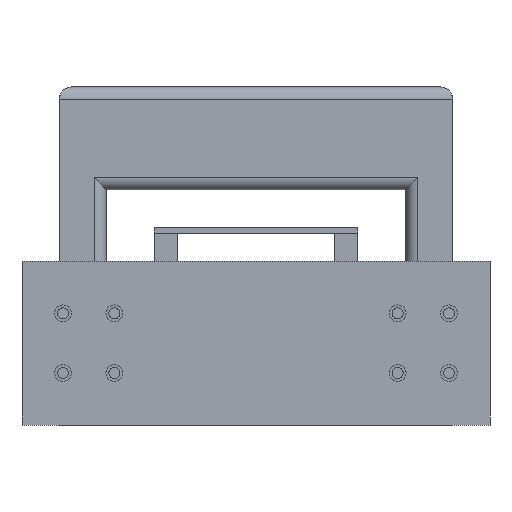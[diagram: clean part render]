
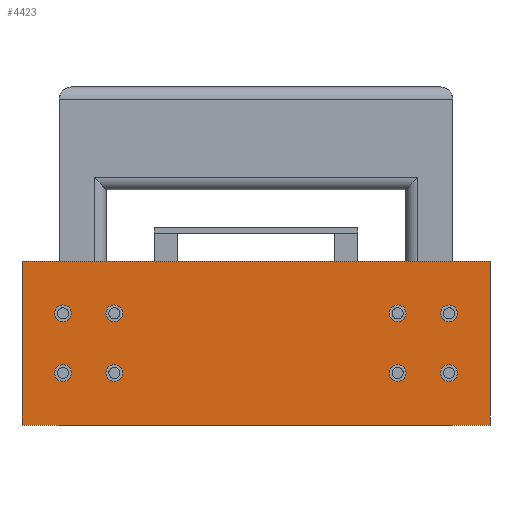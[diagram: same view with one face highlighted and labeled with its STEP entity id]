
A CAD part, front view. The second image highlights one B-rep face of the part: STEP entity #4423.
In plain terms, the highlighted planar face has unit normal (0, -1, 0).
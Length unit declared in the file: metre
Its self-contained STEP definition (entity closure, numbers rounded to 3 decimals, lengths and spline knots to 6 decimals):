
#306=LINE('',#7193,#569);
#309=LINE('',#7215,#572);
#310=LINE('',#7217,#573);
#311=LINE('',#7219,#574);
#569=VECTOR('',#5860,1.);
#572=VECTOR('',#5881,1.);
#573=VECTOR('',#5882,1.);
#574=VECTOR('',#5883,1.);
#1170=ORIENTED_EDGE('',*,*,#2070,.F.);
#1171=ORIENTED_EDGE('',*,*,#2071,.F.);
#1172=ORIENTED_EDGE('',*,*,#2072,.F.);
#1173=ORIENTED_EDGE('',*,*,#2073,.F.);
#1174=ORIENTED_EDGE('',*,*,#2074,.F.);
#1175=ORIENTED_EDGE('',*,*,#2075,.F.);
#1176=ORIENTED_EDGE('',*,*,#2076,.F.);
#1177=ORIENTED_EDGE('',*,*,#2077,.F.);
#1178=ORIENTED_EDGE('',*,*,#2078,.T.);
#1179=ORIENTED_EDGE('',*,*,#2079,.F.);
#1180=ORIENTED_EDGE('',*,*,#2080,.F.);
#1181=ORIENTED_EDGE('',*,*,#2067,.T.);
#2067=EDGE_CURVE('',#2589,#2587,#306,.T.);
#2070=EDGE_CURVE('',#2591,#2591,#2935,.T.);
#2071=EDGE_CURVE('',#2592,#2592,#2936,.T.);
#2072=EDGE_CURVE('',#2593,#2593,#2937,.T.);
#2073=EDGE_CURVE('',#2594,#2594,#2938,.T.);
#2074=EDGE_CURVE('',#2595,#2595,#2939,.T.);
#2075=EDGE_CURVE('',#2596,#2596,#2940,.T.);
#2076=EDGE_CURVE('',#2597,#2597,#2941,.T.);
#2077=EDGE_CURVE('',#2598,#2598,#2942,.T.);
#2078=EDGE_CURVE('',#2587,#2599,#309,.T.);
#2079=EDGE_CURVE('',#2600,#2599,#310,.T.);
#2080=EDGE_CURVE('',#2589,#2600,#311,.T.);
#2587=VERTEX_POINT('',#7191);
#2589=VERTEX_POINT('',#7194);
#2591=VERTEX_POINT('',#7200);
#2592=VERTEX_POINT('',#7202);
#2593=VERTEX_POINT('',#7204);
#2594=VERTEX_POINT('',#7206);
#2595=VERTEX_POINT('',#7208);
#2596=VERTEX_POINT('',#7210);
#2597=VERTEX_POINT('',#7212);
#2598=VERTEX_POINT('',#7214);
#2599=VERTEX_POINT('',#7216);
#2600=VERTEX_POINT('',#7218);
#2935=CIRCLE('',#4919,0.002286);
#2936=CIRCLE('',#4920,0.002286);
#2937=CIRCLE('',#4921,0.002286);
#2938=CIRCLE('',#4922,0.002286);
#2939=CIRCLE('',#4923,0.002286);
#2940=CIRCLE('',#4924,0.002286);
#2941=CIRCLE('',#4925,0.002286);
#2942=CIRCLE('',#4926,0.002286);
#3338=EDGE_LOOP('',(#1170));
#3339=EDGE_LOOP('',(#1171));
#3340=EDGE_LOOP('',(#1172));
#3341=EDGE_LOOP('',(#1173));
#3342=EDGE_LOOP('',(#1174));
#3343=EDGE_LOOP('',(#1175));
#3344=EDGE_LOOP('',(#1176));
#3345=EDGE_LOOP('',(#1177));
#3346=EDGE_LOOP('',(#1178,#1179,#1180,#1181));
#3886=FACE_BOUND('',#3338,.T.);
#3887=FACE_BOUND('',#3339,.T.);
#3888=FACE_BOUND('',#3340,.T.);
#3889=FACE_BOUND('',#3341,.T.);
#3890=FACE_BOUND('',#3342,.T.);
#3891=FACE_BOUND('',#3343,.T.);
#3892=FACE_BOUND('',#3344,.T.);
#3893=FACE_BOUND('',#3345,.T.);
#3894=FACE_BOUND('',#3346,.T.);
#4217=PLANE('',#4918);
#4423=ADVANCED_FACE('',(#3886,#3887,#3888,#3889,#3890,#3891,#3892,#3893,
#3894),#4217,.F.);
#4918=AXIS2_PLACEMENT_3D('',#7198,#5863,#5864);
#4919=AXIS2_PLACEMENT_3D('',#7199,#5865,#5866);
#4920=AXIS2_PLACEMENT_3D('',#7201,#5867,#5868);
#4921=AXIS2_PLACEMENT_3D('',#7203,#5869,#5870);
#4922=AXIS2_PLACEMENT_3D('',#7205,#5871,#5872);
#4923=AXIS2_PLACEMENT_3D('',#7207,#5873,#5874);
#4924=AXIS2_PLACEMENT_3D('',#7209,#5875,#5876);
#4925=AXIS2_PLACEMENT_3D('',#7211,#5877,#5878);
#4926=AXIS2_PLACEMENT_3D('',#7213,#5879,#5880);
#5860=DIRECTION('',(0.,0.,-1.));
#5863=DIRECTION('',(0.,1.,0.));
#5864=DIRECTION('',(1.,0.,0.));
#5865=DIRECTION('',(0.,-1.,0.));
#5866=DIRECTION('',(-1.,0.,0.));
#5867=DIRECTION('',(0.,-1.,0.));
#5868=DIRECTION('',(-1.,0.,0.));
#5869=DIRECTION('',(0.,-1.,0.));
#5870=DIRECTION('',(-1.,0.,0.));
#5871=DIRECTION('',(0.,-1.,0.));
#5872=DIRECTION('',(-1.,0.,0.));
#5873=DIRECTION('',(0.,-1.,0.));
#5874=DIRECTION('',(-1.,0.,0.));
#5875=DIRECTION('',(0.,-1.,0.));
#5876=DIRECTION('',(-1.,0.,0.));
#5877=DIRECTION('',(0.,-1.,0.));
#5878=DIRECTION('',(-1.,0.,0.));
#5879=DIRECTION('',(0.,-1.,0.));
#5880=DIRECTION('',(-1.,0.,0.));
#5881=DIRECTION('',(1.,0.,0.));
#5882=DIRECTION('',(0.,0.,-1.));
#5883=DIRECTION('',(1.,0.,0.));
#7191=CARTESIAN_POINT('',(-0.0635,0.,-0.022225));
#7193=CARTESIAN_POINT('',(-0.0635,0.,0.022225));
#7194=CARTESIAN_POINT('',(-0.0635,0.,0.022225));
#7198=CARTESIAN_POINT('',(0.,0.,0.022225));
#7199=CARTESIAN_POINT('',(0.038443,0.,-0.00809));
#7200=CARTESIAN_POINT('',(0.036157,0.,-0.00809));
#7201=CARTESIAN_POINT('',(-0.052388,0.,-0.00809));
#7202=CARTESIAN_POINT('',(-0.054674,0.,-0.00809));
#7203=CARTESIAN_POINT('',(-0.038443,0.,-0.00809));
#7204=CARTESIAN_POINT('',(-0.040729,0.,-0.00809));
#7205=CARTESIAN_POINT('',(-0.052388,0.,0.00809));
#7206=CARTESIAN_POINT('',(-0.054674,0.,0.00809));
#7207=CARTESIAN_POINT('',(0.052388,0.,0.00809));
#7208=CARTESIAN_POINT('',(0.050102,0.,0.00809));
#7209=CARTESIAN_POINT('',(0.038443,0.,0.00809));
#7210=CARTESIAN_POINT('',(0.036157,0.,0.00809));
#7211=CARTESIAN_POINT('',(0.052388,0.,-0.00809));
#7212=CARTESIAN_POINT('',(0.050102,0.,-0.00809));
#7213=CARTESIAN_POINT('',(-0.038443,0.,0.00809));
#7214=CARTESIAN_POINT('',(-0.040729,0.,0.00809));
#7215=CARTESIAN_POINT('',(0.,0.,-0.022225));
#7216=CARTESIAN_POINT('',(0.0635,0.,-0.022225));
#7217=CARTESIAN_POINT('',(0.0635,0.,0.022225));
#7218=CARTESIAN_POINT('',(0.0635,0.,0.022225));
#7219=CARTESIAN_POINT('',(0.,0.,0.022225));
